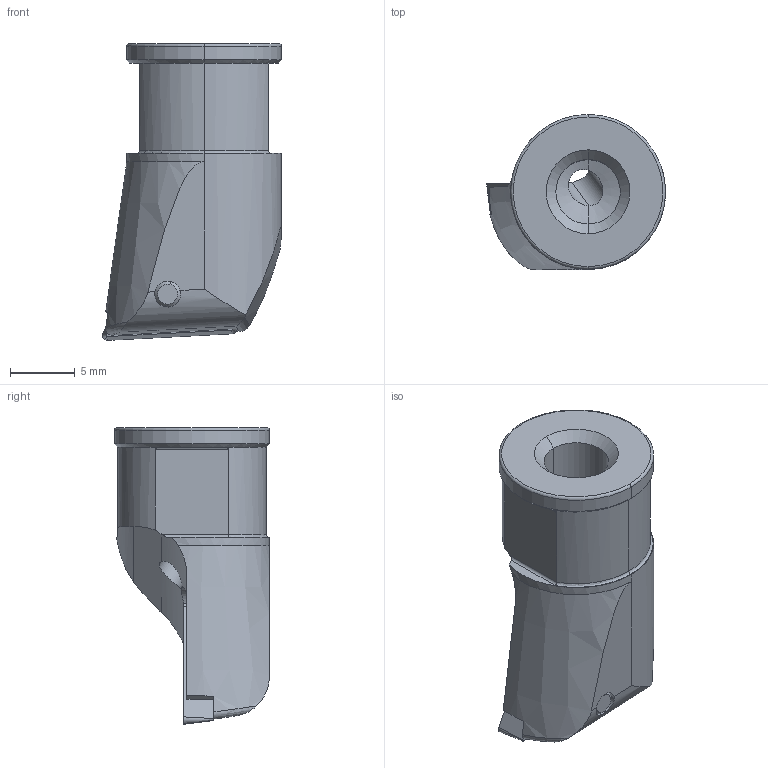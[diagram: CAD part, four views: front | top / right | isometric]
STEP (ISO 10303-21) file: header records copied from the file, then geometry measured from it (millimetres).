
FILE_DESCRIPTION(('no description'),'unknown implementation level');
FILE_NAME('1ACF93BD-5014-4971-B57A-ED70C65DDE69_export.stp',' ',('CIMSOURCE GmbH'),('CADClick - KiM GmbH - www.kimweb.de'),'unknown preprocess','ACIS','unknown authorization');
FILE_SCHEMA(('automotive_design'));
Length unit declared in the file: millimetre
Products named in the file (3): 615.281 Kaiser E16 TC11|694.122 Kaiser ETL M2.5x6.5 T7 IP 10S;Kreismuster1; 615.281 Kaiser E16 TC11|655.383 Kaiser TCGT 110204 K10C;Kombinieren1; 615.281 Kaiser E16 TC11|615.281 Kaiser E16 TC11;Verrundung4
Bounding box: 13.87 x 12 x 23 mm (x, y, z)
Volume: 1676.6 mm3; surface area: 1434.8 mm2
Topology: 3 solids, 3 shells, 121 faces, 300 edges, 186 vertices
Faces by surface type: cylinder 52, cone 28, plane 28, torus 11, bspline 2
Entity records: 8341 total; most frequent: CARTESIAN_POINT 1967, DIRECTION 640, STYLED_ITEM 610, PRESENTATION_STYLE_ASSIGNMENT 610, COLOUR_RGB 610, ORIENTED_EDGE 600, EDGE_CURVE 300, CURVE_STYLE 300
